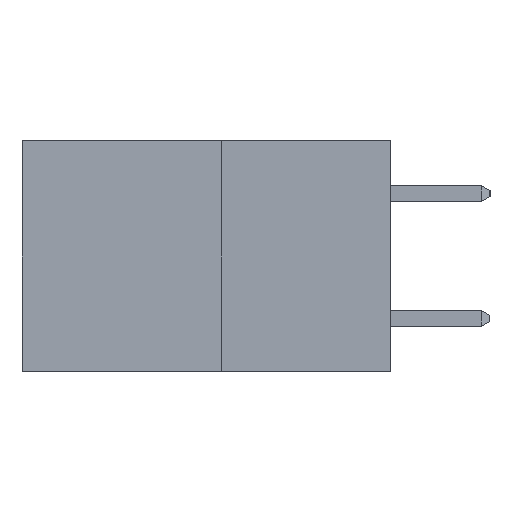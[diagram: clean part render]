
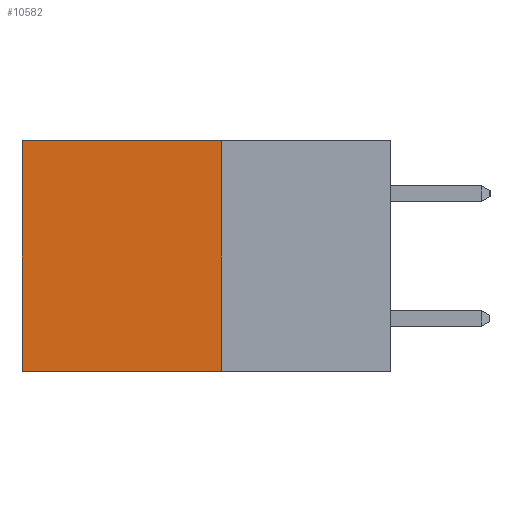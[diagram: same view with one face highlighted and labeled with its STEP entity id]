
A CAD part, left-side view. The second image highlights one B-rep face of the part: STEP entity #10582.
In plain terms, the highlighted planar face has unit normal (-1, 0, 0).
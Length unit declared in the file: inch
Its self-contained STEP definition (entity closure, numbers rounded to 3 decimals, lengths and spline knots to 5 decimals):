
#924 = VECTOR ( 'NONE', #6230, 39.37008 ) ;
#1205 = ORIENTED_EDGE ( 'NONE', *, *, #2843, .T. ) ;
#1607 = CARTESIAN_POINT ( 'NONE',  ( 0.277, 0.59, -0.37 ) ) ;
#2405 = EDGE_CURVE ( 'NONE', #6445, #15231, #3659, .T. ) ;
#2843 = EDGE_CURVE ( 'NONE', #13018, #6832, #16491, .T. ) ;
#3659 = LINE ( 'NONE', #6892, #10046 ) ;
#5901 = LINE ( 'NONE', #13298, #9502 ) ;
#5941 = CARTESIAN_POINT ( 'NONE',  ( 0.277, 0.27, 0. ) ) ;
#6118 = CARTESIAN_POINT ( 'NONE',  ( 0.277, 0.27, 0. ) ) ;
#6230 = DIRECTION ( 'NONE',  ( 0., 0., -1. ) ) ;
#6309 = EDGE_CURVE ( 'NONE', #13018, #6445, #5901, .T. ) ;
#6445 = VERTEX_POINT ( 'NONE', #7048 ) ;
#6600 = FACE_OUTER_BOUND ( 'NONE', #10217, .T. ) ;
#6832 = VERTEX_POINT ( 'NONE', #8318 ) ;
#6892 = CARTESIAN_POINT ( 'NONE',  ( 0.277, 0.27, -0.37 ) ) ;
#7048 = CARTESIAN_POINT ( 'NONE',  ( 0.277, 0.27, -0.37 ) ) ;
#7247 = DIRECTION ( 'NONE',  ( 0., 1., 0. ) ) ;
#7770 = ORIENTED_EDGE ( 'NONE', *, *, #8694, .T. ) ;
#7931 = DIRECTION ( 'NONE',  ( 1., 0., 0. ) ) ;
#8202 = ORIENTED_EDGE ( 'NONE', *, *, #2405, .F. ) ;
#8318 = CARTESIAN_POINT ( 'NONE',  ( 0.277, 0.59, 0. ) ) ;
#8657 = CARTESIAN_POINT ( 'NONE',  ( 0.277, 0.59, -0.37 ) ) ;
#8694 = EDGE_CURVE ( 'NONE', #6832, #15231, #15141, .T. ) ;
#9502 = VECTOR ( 'NONE', #14950, 39.37008 ) ;
#10046 = VECTOR ( 'NONE', #7247, 39.37008 ) ;
#10217 = EDGE_LOOP ( 'NONE', ( #7770, #8202, #17132, #1205 ) ) ;
#10582 = ADVANCED_FACE ( 'NONE', ( #6600 ), #11972, .F. ) ;
#11972 = PLANE ( 'NONE',  #15846 ) ;
#13018 = VERTEX_POINT ( 'NONE', #6118 ) ;
#13144 = VECTOR ( 'NONE', #15970, 39.37008 ) ;
#13298 = CARTESIAN_POINT ( 'NONE',  ( 0.277, 0.27, -0.37 ) ) ;
#14950 = DIRECTION ( 'NONE',  ( 0., 0., -1. ) ) ;
#15141 = LINE ( 'NONE', #1607, #924 ) ;
#15231 = VERTEX_POINT ( 'NONE', #8657 ) ;
#15841 = CARTESIAN_POINT ( 'NONE',  ( 0.277, 0.27, -0.37 ) ) ;
#15846 = AXIS2_PLACEMENT_3D ( 'NONE', #15841, #7931, #17029 ) ;
#15970 = DIRECTION ( 'NONE',  ( 0., 1., 0. ) ) ;
#16491 = LINE ( 'NONE', #5941, #13144 ) ;
#17029 = DIRECTION ( 'NONE',  ( 0., 0., -1. ) ) ;
#17132 = ORIENTED_EDGE ( 'NONE', *, *, #6309, .F. ) ;
